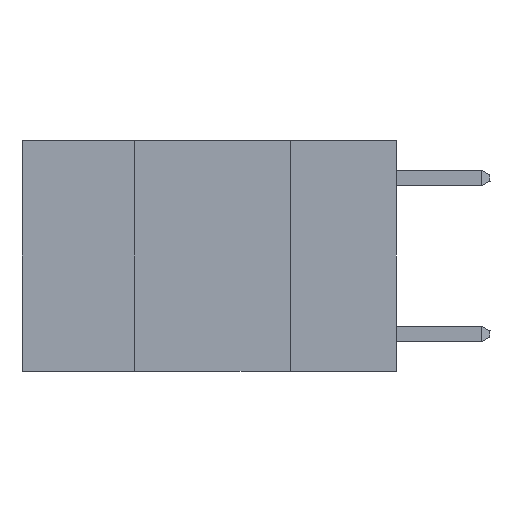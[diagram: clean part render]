
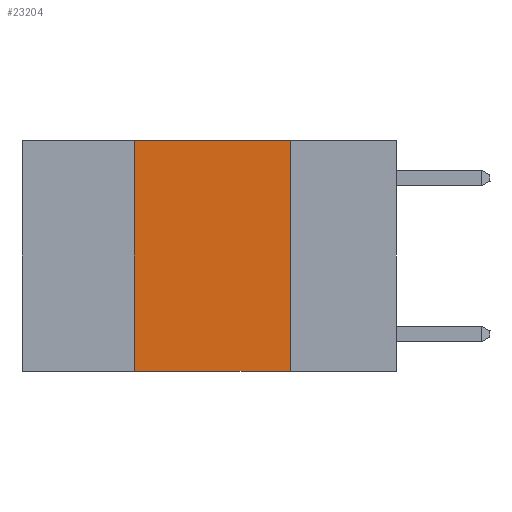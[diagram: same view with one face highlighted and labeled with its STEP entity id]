
A CAD part, left-side view. The second image highlights one B-rep face of the part: STEP entity #23204.
In plain terms, the highlighted planar face has unit normal (-1, 0, 0).
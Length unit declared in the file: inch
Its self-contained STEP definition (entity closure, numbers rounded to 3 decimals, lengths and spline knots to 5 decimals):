
#1212 = VERTEX_POINT ( 'NONE', #18833 ) ;
#1822 = VERTEX_POINT ( 'NONE', #27049 ) ;
#2641 = AXIS2_PLACEMENT_3D ( 'NONE', #13389, #20740, #25617 ) ;
#2831 = ORIENTED_EDGE ( 'NONE', *, *, #13022, .F. ) ;
#5469 = CARTESIAN_POINT ( 'NONE',  ( 0., 0.17, 0. ) ) ;
#5961 = CARTESIAN_POINT ( 'NONE',  ( 0., 0.17, -0.37 ) ) ;
#6631 = VECTOR ( 'NONE', #14526, 39.37008 ) ;
#7638 = EDGE_CURVE ( 'NONE', #20525, #25240, #27224, .T. ) ;
#7662 = DIRECTION ( 'NONE',  ( 0., 0., 1. ) ) ;
#8551 = PLANE ( 'NONE',  #2641 ) ;
#10156 = LINE ( 'NONE', #30000, #28299 ) ;
#10166 = ORIENTED_EDGE ( 'NONE', *, *, #21307, .F. ) ;
#11382 = DIRECTION ( 'NONE',  ( 0., -1., 0. ) ) ;
#11867 = CARTESIAN_POINT ( 'NONE',  ( 0., 0.6, 0. ) ) ;
#12856 = VECTOR ( 'NONE', #29247, 39.37008 ) ;
#13022 = EDGE_CURVE ( 'NONE', #1212, #20525, #28471, .T. ) ;
#13213 = EDGE_LOOP ( 'NONE', ( #27389, #2831, #10166, #23256 ) ) ;
#13229 = FACE_OUTER_BOUND ( 'NONE', #13213, .T. ) ;
#13389 = CARTESIAN_POINT ( 'NONE',  ( 0., 0.6, 0. ) ) ;
#14526 = DIRECTION ( 'NONE',  ( 0., -1., 0. ) ) ;
#14990 = LINE ( 'NONE', #19536, #23539 ) ;
#18703 = CARTESIAN_POINT ( 'NONE',  ( 0., 0.17, 0. ) ) ;
#18833 = CARTESIAN_POINT ( 'NONE',  ( 0., 0.42, 0. ) ) ;
#19536 = CARTESIAN_POINT ( 'NONE',  ( 0., 0.42, 0. ) ) ;
#20525 = VERTEX_POINT ( 'NONE', #18703 ) ;
#20740 = DIRECTION ( 'NONE',  ( 1., 0., 0. ) ) ;
#21307 = EDGE_CURVE ( 'NONE', #1822, #1212, #14990, .T. ) ;
#23204 = ADVANCED_FACE ( 'NONE', ( #13229 ), #8551, .F. ) ;
#23256 = ORIENTED_EDGE ( 'NONE', *, *, #29152, .T. ) ;
#23539 = VECTOR ( 'NONE', #7662, 39.37008 ) ;
#25240 = VERTEX_POINT ( 'NONE', #5961 ) ;
#25617 = DIRECTION ( 'NONE',  ( 0., 0., -1. ) ) ;
#27049 = CARTESIAN_POINT ( 'NONE',  ( 0., 0.42, -0.37 ) ) ;
#27224 = LINE ( 'NONE', #5469, #12856 ) ;
#27389 = ORIENTED_EDGE ( 'NONE', *, *, #7638, .F. ) ;
#28299 = VECTOR ( 'NONE', #11382, 39.37008 ) ;
#28471 = LINE ( 'NONE', #11867, #6631 ) ;
#29152 = EDGE_CURVE ( 'NONE', #1822, #25240, #10156, .T. ) ;
#29247 = DIRECTION ( 'NONE',  ( 0., 0., -1. ) ) ;
#30000 = CARTESIAN_POINT ( 'NONE',  ( 0., 0.6, -0.37 ) ) ;
